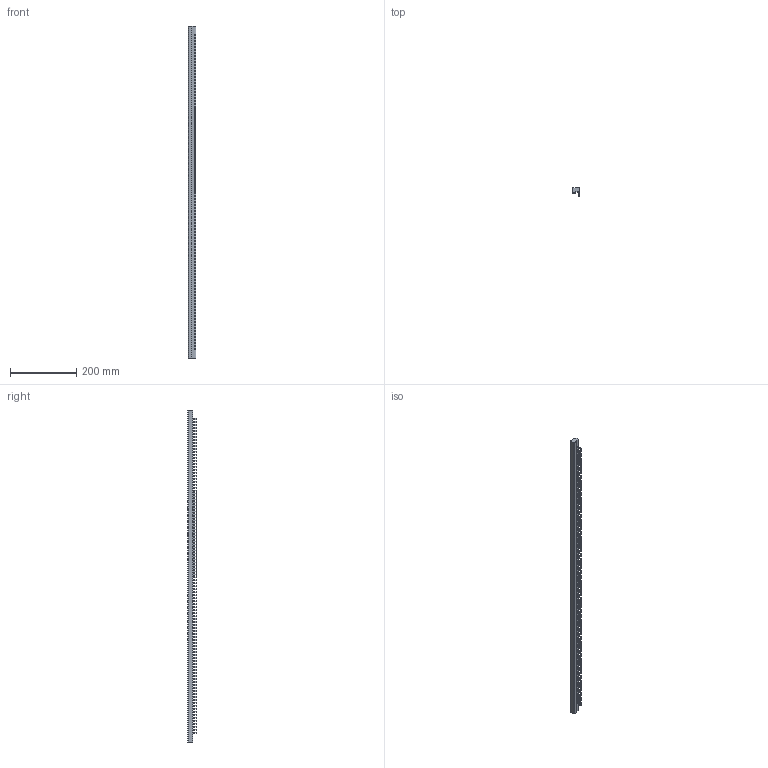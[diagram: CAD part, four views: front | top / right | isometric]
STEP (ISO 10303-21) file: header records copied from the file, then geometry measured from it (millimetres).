
FILE_DESCRIPTION((''),'2;1');
FILE_NAME('4-41-2P_ASM','2024-06-17T',('dell'),(''),'PRO/ENGINEER BY PARAMETRIC TECHNOLOGY CORPORATION, 2013230','PRO/ENGINEER BY PARAMETRIC TECHNOLOGY CORPORATION, 2013230','');
FILE_SCHEMA(('AUTOMOTIVE_DESIGN { 1 0 10303 214 1 1 1 1 }'));
Length unit declared in the file: millimetre
Products named in the file (1): 4-41-2P_ASM
Bounding box: 22 x 27 x 1000 mm (x, y, z)
Volume: 298667.5 mm3; surface area: 91125.8 mm2
Topology: 1 solids, 1 shells, 1395 faces, 3861 edges, 2574 vertices
Faces by surface type: plane 754, cylinder 641
Entity records: 44901 total; most frequent: DIRECTION 7933, CARTESIAN_POINT 7832, ORIENTED_EDGE 7722, EDGE_CURVE 3861, AXIS2_PLACEMENT_3D 2677, VECTOR 2579, LINE 2579, VERTEX_POINT 2574
